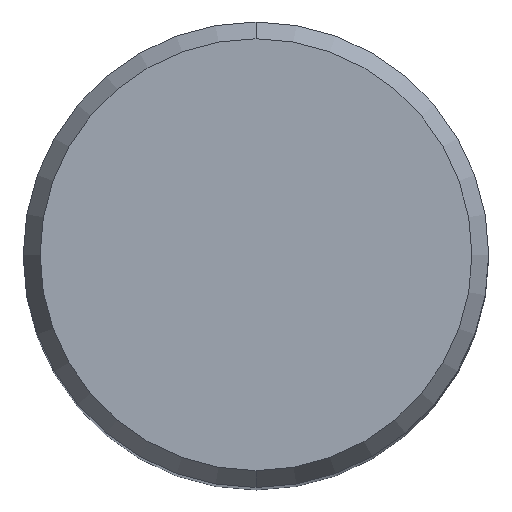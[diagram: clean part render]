
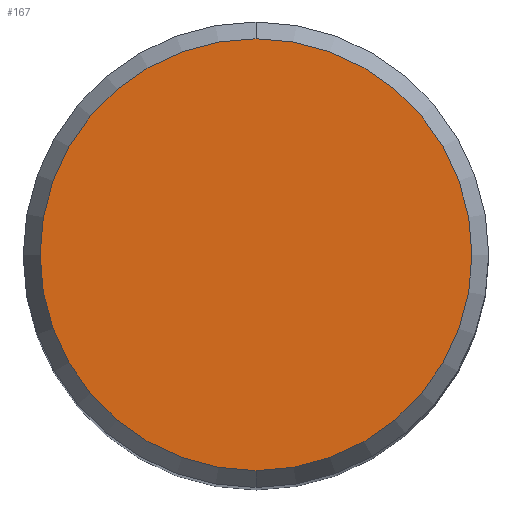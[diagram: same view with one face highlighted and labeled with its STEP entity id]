
A CAD part, top view. The second image highlights one B-rep face of the part: STEP entity #167.
In plain terms, the highlighted planar face has unit normal (0, 0, 1).
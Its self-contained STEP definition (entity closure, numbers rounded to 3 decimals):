
#147=EDGE_CURVE('',#209,#205,#304,.T.);
#167=ADVANCED_FACE('',(#328),#329,.T.);
#205=VERTEX_POINT('',#371);
#209=VERTEX_POINT('',#375);
#225=EDGE_CURVE('',#205,#209,#392,.T.);
#304=CIRCLE('',#482,8.837);
#328=FACE_OUTER_BOUND('',#510,.T.);
#329=PLANE('',#511);
#371=CARTESIAN_POINT('',(0.,-8.837,0.0));
#375=CARTESIAN_POINT('',(0.0,8.837,0.0));
#392=CIRCLE('',#593,8.837);
#482=AXIS2_PLACEMENT_3D('',#668,#669,#670);
#510=EDGE_LOOP('',(#709,#710));
#511=AXIS2_PLACEMENT_3D('',#711,#712,#713);
#593=AXIS2_PLACEMENT_3D('',#779,#780,#781);
#668=CARTESIAN_POINT('',(0.0,0.0,0.0));
#669=DIRECTION('',(0.0,0.0,-1.0));
#670=DIRECTION('',(0.0,1.0,0.0));
#709=ORIENTED_EDGE('',*,*,#147,.F.);
#710=ORIENTED_EDGE('',*,*,#225,.F.);
#711=CARTESIAN_POINT('',(0.0,4.419,0.0));
#712=DIRECTION('',(-0.0,0.0,1.0));
#713=DIRECTION('',(0.0,-1.0,0.0));
#779=CARTESIAN_POINT('',(0.0,0.0,0.0));
#780=DIRECTION('',(0.0,0.0,-1.0));
#781=DIRECTION('',(0.0,1.0,0.0));
